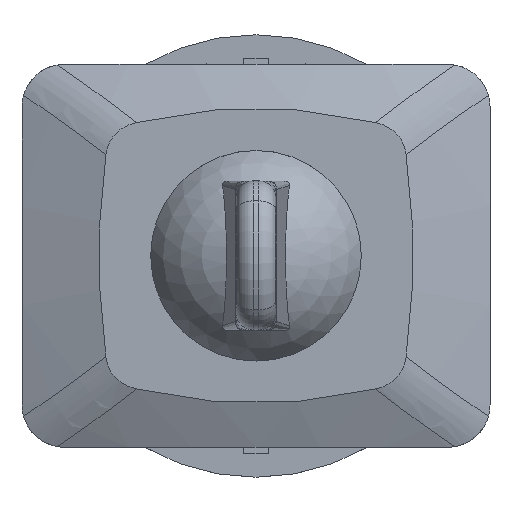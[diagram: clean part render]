
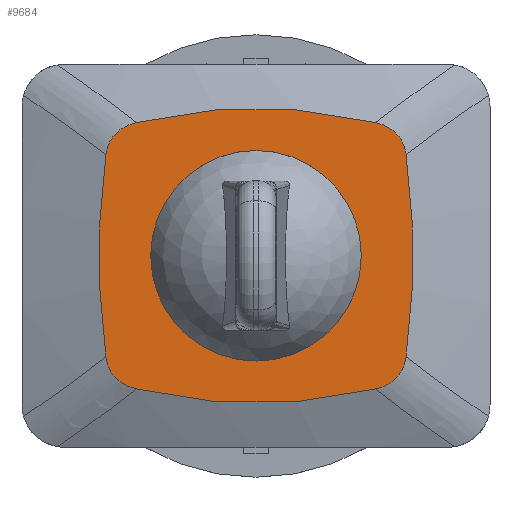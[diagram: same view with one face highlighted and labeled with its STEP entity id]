
A CAD part, top view. The second image highlights one B-rep face of the part: STEP entity #9684.
In plain terms, the highlighted planar face has unit normal (0, 0, 1).
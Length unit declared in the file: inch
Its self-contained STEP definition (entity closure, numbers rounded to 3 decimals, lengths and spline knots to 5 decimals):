
#9470=CARTESIAN_POINT('',(0.19488,0.,0.07874));
#9471=VERTEX_POINT('',#9470);
#9472=CARTESIAN_POINT('',(0.,0.0,0.07874));
#9473=DIRECTION('',(0.0,0.0,-1.0));
#9474=DIRECTION('',(-1.0,0.0,0.0));
#9475=AXIS2_PLACEMENT_3D('',#9472,#9473,#9474);
#9476=CIRCLE('',#9475,0.19488);
#9477=EDGE_CURVE('',#9471,#9471,#9476,.T.);
#9504=CARTESIAN_POINT('',(-0.27773,0.1874,0.07874));
#9505=VERTEX_POINT('',#9504);
#9513=CARTESIAN_POINT('',(-0.22155,0.24655,0.07874));
#9514=VERTEX_POINT('',#9513);
#9515=CARTESIAN_POINT('',(-0.27773,0.1874,0.07874));
#9516=CARTESIAN_POINT('',(-0.27708,0.19215,0.07874));
#9517=CARTESIAN_POINT('',(-0.27605,0.19675,0.07874));
#9518=CARTESIAN_POINT('',(-0.27259,0.20748,0.07874));
#9519=CARTESIAN_POINT('',(-0.26896,0.21468,0.07874));
#9520=CARTESIAN_POINT('',(-0.26095,0.22538,0.07874));
#9521=CARTESIAN_POINT('',(-0.25514,0.23083,0.07874));
#9522=CARTESIAN_POINT('',(-0.24319,0.23895,0.07874));
#9523=CARTESIAN_POINT('',(-0.23465,0.24277,0.07874));
#9524=CARTESIAN_POINT('',(-0.22537,0.24557,0.07874));
#9525=CARTESIAN_POINT('',(-0.22349,0.24608,0.07874));
#9526=CARTESIAN_POINT('',(-0.22155,0.24655,0.07874));
#9527=B_SPLINE_CURVE_WITH_KNOTS('',3,(#9515,#9516,#9517,#9518,#9519,#9520,#9521,#9522,#9523,#9524,#9525,#9526),.UNSPECIFIED.,.F.,.U.,(4,2,2,2,2,4),(6.79867,6.83332,6.88453,6.93516,6.99459,7.00899),.UNSPECIFIED.);
#9528=EDGE_CURVE('',#9505,#9514,#9527,.T.);
#9546=CARTESIAN_POINT('',(0.22155,0.24655,0.07874));
#9547=VERTEX_POINT('',#9546);
#9548=CARTESIAN_POINT('',(0.,-0.66974,0.07874));
#9549=DIRECTION('',(0.0,0.0,1.0));
#9550=DIRECTION('',(0.0,1.0,0.0));
#9551=AXIS2_PLACEMENT_3D('',#9548,#9549,#9550);
#9552=CIRCLE('',#9551,0.94269);
#9553=EDGE_CURVE('',#9547,#9514,#9552,.T.);
#9596=CARTESIAN_POINT('',(0.43307,0.0,0.07874));
#9597=DIRECTION('',(0.0,0.0,1.0));
#9598=DIRECTION('',(1.0,0.0,0.0));
#9599=AXIS2_PLACEMENT_3D('',#9596,#9597,#9598);
#9600=PLANE('',#9599);
#9601=ORIENTED_EDGE('',*,*,#9528,.F.);
#9602=CARTESIAN_POINT('',(-0.27773,-0.1874,0.07874));
#9603=VERTEX_POINT('',#9602);
#9604=CARTESIAN_POINT('',(1.09537,0.0,0.07874));
#9605=DIRECTION('',(0.0,0.0,1.0));
#9606=DIRECTION('',(0.0,1.0,0.0));
#9607=AXIS2_PLACEMENT_3D('',#9604,#9605,#9606);
#9608=CIRCLE('',#9607,1.38583);
#9609=EDGE_CURVE('',#9505,#9603,#9608,.T.);
#9610=ORIENTED_EDGE('',*,*,#9609,.T.);
#9611=CARTESIAN_POINT('',(-0.22155,-0.24655,0.07874));
#9612=VERTEX_POINT('',#9611);
#9613=CARTESIAN_POINT('',(-0.22155,-0.24655,0.07874));
#9614=CARTESIAN_POINT('',(-0.22349,-0.24608,0.07874));
#9615=CARTESIAN_POINT('',(-0.22537,-0.24557,0.07874));
#9616=CARTESIAN_POINT('',(-0.23465,-0.24277,0.07874));
#9617=CARTESIAN_POINT('',(-0.24319,-0.23895,0.07874));
#9618=CARTESIAN_POINT('',(-0.25514,-0.23083,0.07874));
#9619=CARTESIAN_POINT('',(-0.26095,-0.22538,0.07874));
#9620=CARTESIAN_POINT('',(-0.26896,-0.21468,0.07874));
#9621=CARTESIAN_POINT('',(-0.27259,-0.20748,0.07874));
#9622=CARTESIAN_POINT('',(-0.27605,-0.19675,0.07874));
#9623=CARTESIAN_POINT('',(-0.27708,-0.19215,0.07874));
#9624=CARTESIAN_POINT('',(-0.27773,-0.1874,0.07874));
#9625=B_SPLINE_CURVE_WITH_KNOTS('',3,(#9613,#9614,#9615,#9616,#9617,#9618,#9619,#9620,#9621,#9622,#9623,#9624),.UNSPECIFIED.,.F.,.U.,(4,2,2,2,2,4),(2.36718,2.38157,2.441,2.49163,2.54284,2.57749),.UNSPECIFIED.);
#9626=EDGE_CURVE('',#9612,#9603,#9625,.T.);
#9627=ORIENTED_EDGE('',*,*,#9626,.F.);
#9628=CARTESIAN_POINT('',(0.22155,-0.24655,0.07874));
#9629=VERTEX_POINT('',#9628);
#9630=CARTESIAN_POINT('',(0.,0.66974,0.07874));
#9631=DIRECTION('',(0.0,0.0,1.0));
#9632=DIRECTION('',(0.0,1.0,0.0));
#9633=AXIS2_PLACEMENT_3D('',#9630,#9631,#9632);
#9634=CIRCLE('',#9633,0.94269);
#9635=EDGE_CURVE('',#9612,#9629,#9634,.T.);
#9636=ORIENTED_EDGE('',*,*,#9635,.T.);
#9637=CARTESIAN_POINT('',(0.27773,-0.1874,0.07874));
#9638=VERTEX_POINT('',#9637);
#9639=CARTESIAN_POINT('',(0.27773,-0.1874,0.07874));
#9640=CARTESIAN_POINT('',(0.27708,-0.19215,0.07874));
#9641=CARTESIAN_POINT('',(0.27605,-0.19675,0.07874));
#9642=CARTESIAN_POINT('',(0.27259,-0.20748,0.07874));
#9643=CARTESIAN_POINT('',(0.26896,-0.21468,0.07874));
#9644=CARTESIAN_POINT('',(0.26095,-0.22538,0.07874));
#9645=CARTESIAN_POINT('',(0.25514,-0.23083,0.07874));
#9646=CARTESIAN_POINT('',(0.24319,-0.23895,0.07874));
#9647=CARTESIAN_POINT('',(0.23465,-0.24277,0.07874));
#9648=CARTESIAN_POINT('',(0.22537,-0.24557,0.07874));
#9649=CARTESIAN_POINT('',(0.22349,-0.24608,0.07874));
#9650=CARTESIAN_POINT('',(0.22155,-0.24655,0.07874));
#9651=B_SPLINE_CURVE_WITH_KNOTS('',3,(#9639,#9640,#9641,#9642,#9643,#9644,#9645,#9646,#9647,#9648,#9649,#9650),.UNSPECIFIED.,.F.,.U.,(4,2,2,2,2,4),(2.11059,2.14524,2.19645,2.24708,2.30651,2.32091),.UNSPECIFIED.);
#9652=EDGE_CURVE('',#9638,#9629,#9651,.T.);
#9653=ORIENTED_EDGE('',*,*,#9652,.F.);
#9654=CARTESIAN_POINT('',(0.27773,0.1874,0.07874));
#9655=VERTEX_POINT('',#9654);
#9656=CARTESIAN_POINT('',(-1.09537,0.0,0.07874));
#9657=DIRECTION('',(0.0,0.0,1.0));
#9658=DIRECTION('',(0.0,1.0,0.0));
#9659=AXIS2_PLACEMENT_3D('',#9656,#9657,#9658);
#9660=CIRCLE('',#9659,1.38583);
#9661=EDGE_CURVE('',#9638,#9655,#9660,.T.);
#9662=ORIENTED_EDGE('',*,*,#9661,.T.);
#9663=CARTESIAN_POINT('',(0.22155,0.24655,0.07874));
#9664=CARTESIAN_POINT('',(0.22349,0.24608,0.07874));
#9665=CARTESIAN_POINT('',(0.22537,0.24557,0.07874));
#9666=CARTESIAN_POINT('',(0.23465,0.24277,0.07874));
#9667=CARTESIAN_POINT('',(0.24319,0.23895,0.07874));
#9668=CARTESIAN_POINT('',(0.25514,0.23083,0.07874));
#9669=CARTESIAN_POINT('',(0.26095,0.22538,0.07874));
#9670=CARTESIAN_POINT('',(0.26896,0.21468,0.07874));
#9671=CARTESIAN_POINT('',(0.27259,0.20748,0.07874));
#9672=CARTESIAN_POINT('',(0.27605,0.19675,0.07874));
#9673=CARTESIAN_POINT('',(0.27708,0.19215,0.07874));
#9674=CARTESIAN_POINT('',(0.27773,0.1874,0.07874));
#9675=B_SPLINE_CURVE_WITH_KNOTS('',3,(#9663,#9664,#9665,#9666,#9667,#9668,#9669,#9670,#9671,#9672,#9673,#9674),.UNSPECIFIED.,.F.,.U.,(4,2,2,2,2,4),(7.05526,7.06965,7.12908,7.17972,7.23092,7.26557),.UNSPECIFIED.);
#9676=EDGE_CURVE('',#9547,#9655,#9675,.T.);
#9677=ORIENTED_EDGE('',*,*,#9676,.F.);
#9678=ORIENTED_EDGE('',*,*,#9553,.T.);
#9679=EDGE_LOOP('',(#9601,#9610,#9627,#9636,#9653,#9662,#9677,#9678));
#9680=FACE_OUTER_BOUND('',#9679,.T.);
#9681=ORIENTED_EDGE('',*,*,#9477,.T.);
#9682=EDGE_LOOP('',(#9681));
#9683=FACE_BOUND('',#9682,.T.);
#9684=ADVANCED_FACE('',(#9680,#9683),#9600,.T.);
